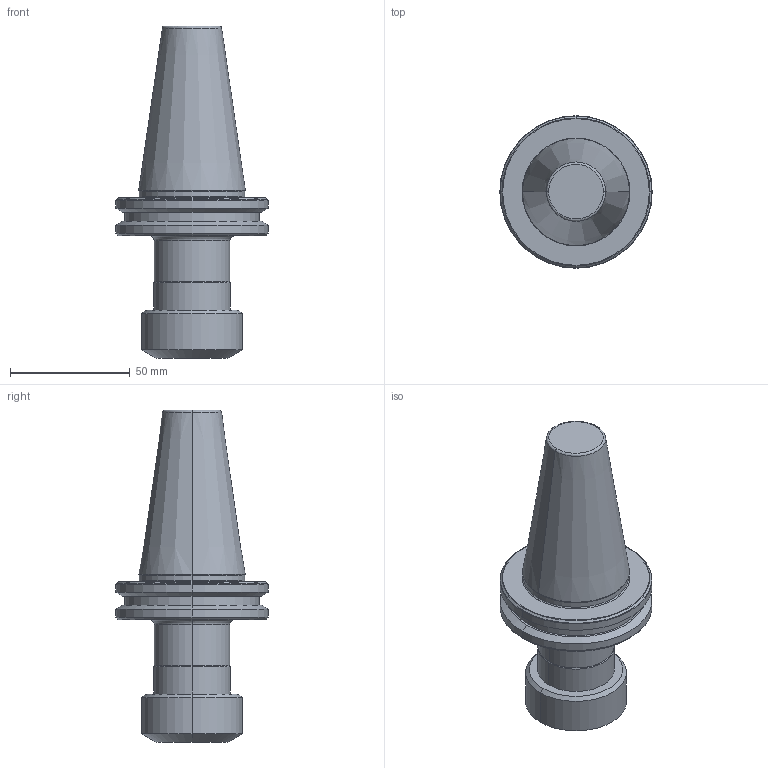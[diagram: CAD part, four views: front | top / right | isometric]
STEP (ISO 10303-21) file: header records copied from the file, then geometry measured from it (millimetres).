
FILE_DESCRIPTION (( 'STEP AP203' ), '1' );
FILE_NAME ('SK 40 ER 25 070 AD-6.3G15000 SL.STEP', '2019-04-25T08:25:34', ( '' ), ( '' ), 'SwSTEP 2.0', 'SolidWorks 2014', '' );
FILE_SCHEMA (( 'CONFIG_CONTROL_DESIGN' ));
Length unit declared in the file: millimetre
Products named in the file (1): SK 40 ER 25 070 AD-6.3G15000 SL
Bounding box: 63.5 x 63.5 x 138.4 mm (x, y, z)
Volume: 167831.3 mm3; surface area: 23281.8 mm2
Topology: 1 solids, 1 shells, 53 faces, 104 edges, 58 vertices
Faces by surface type: cone 18, cylinder 14, torus 8, plane 7, bspline 6
Entity records: 1541 total; most frequent: CARTESIAN_POINT 378, DIRECTION 256, ORIENTED_EDGE 208, AXIS2_PLACEMENT_3D 112, EDGE_CURVE 104, CIRCLE 64, EDGE_LOOP 58, VERTEX_POINT 58
